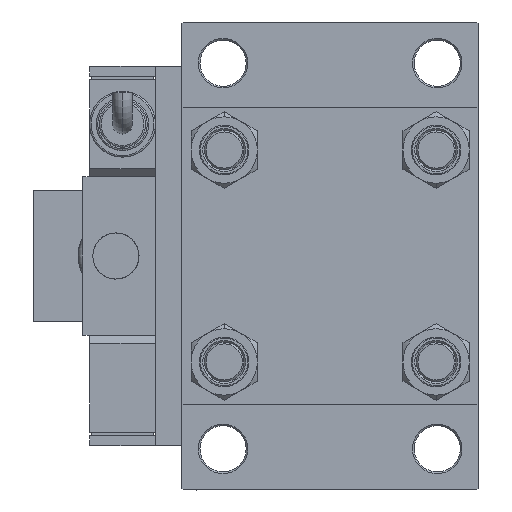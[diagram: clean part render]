
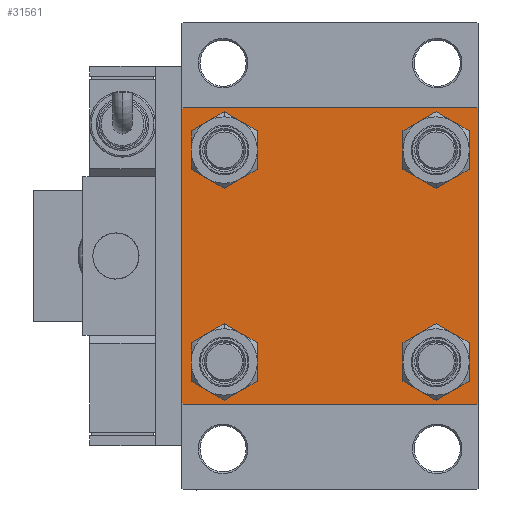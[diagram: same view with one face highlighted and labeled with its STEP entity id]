
A CAD part, left-side view. The second image highlights one B-rep face of the part: STEP entity #31561.
In plain terms, the highlighted planar face has unit normal (-1, 0, 0).
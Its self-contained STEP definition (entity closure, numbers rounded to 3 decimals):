
#538 = EDGE_LOOP ( 'NONE', ( #21452, #7609 ) ) ;
#540 = DIRECTION ( 'NONE',  ( 0., 0., 1. ) ) ;
#751 = VERTEX_POINT ( 'NONE', #50160 ) ;
#1375 = DIRECTION ( 'NONE',  ( 0., 0., 1. ) ) ;
#1551 = ORIENTED_EDGE ( 'NONE', *, *, #20836, .F. ) ;
#1862 = ORIENTED_EDGE ( 'NONE', *, *, #22149, .F. ) ;
#2178 = FACE_BOUND ( 'NONE', #42556, .T. ) ;
#2697 = LINE ( 'NONE', #40088, #10994 ) ;
#4219 = EDGE_LOOP ( 'NONE', ( #49744, #36956 ) ) ;
#4441 = EDGE_CURVE ( 'NONE', #37326, #28178, #15184, .T. ) ;
#4509 = EDGE_CURVE ( 'NONE', #21793, #46352, #36689, .T. ) ;
#4745 = CARTESIAN_POINT ( 'NONE',  ( 0., 45., 44.5 ) ) ;
#5227 = ORIENTED_EDGE ( 'NONE', *, *, #48570, .T. ) ;
#5785 = DIRECTION ( 'NONE',  ( 1., 0., 0. ) ) ;
#5791 = ORIENTED_EDGE ( 'NONE', *, *, #15753, .T. ) ;
#6731 = VERTEX_POINT ( 'NONE', #18340 ) ;
#6862 = VECTOR ( 'NONE', #52134, 1000. ) ;
#6990 = ORIENTED_EDGE ( 'NONE', *, *, #49981, .T. ) ;
#7609 = ORIENTED_EDGE ( 'NONE', *, *, #8597, .T. ) ;
#8597 = EDGE_CURVE ( 'NONE', #51545, #49522, #42350, .T. ) ;
#9598 = EDGE_CURVE ( 'NONE', #31907, #32445, #16399, .T. ) ;
#9715 = DIRECTION ( 'NONE',  ( 0., 0., -1. ) ) ;
#10552 = CARTESIAN_POINT ( 'NONE',  ( 0., 32.15, 32.15 ) ) ;
#10841 = FACE_OUTER_BOUND ( 'NONE', #28877, .T. ) ;
#10994 = VECTOR ( 'NONE', #12160, 1000. ) ;
#11010 = CARTESIAN_POINT ( 'NONE',  ( 0., -45., 44.5 ) ) ;
#11841 = DIRECTION ( 'NONE',  ( 1., 0., 0. ) ) ;
#11905 = DIRECTION ( 'NONE',  ( -1., 0., 0. ) ) ;
#12160 = DIRECTION ( 'NONE',  ( 0., -1., 0. ) ) ;
#12979 = DIRECTION ( 'NONE',  ( 1., 0., 0. ) ) ;
#13206 = CARTESIAN_POINT ( 'NONE',  ( 0., -44.5, 45. ) ) ;
#13235 = LINE ( 'NONE', #17310, #43522 ) ;
#13251 = EDGE_CURVE ( 'NONE', #49522, #51545, #25946, .T. ) ;
#14633 = CARTESIAN_POINT ( 'NONE',  ( 0., -44.75, -44.75 ) ) ;
#14740 = DIRECTION ( 'NONE',  ( 0., 0., 1. ) ) ;
#14861 = DIRECTION ( 'NONE',  ( 0., 0., 1. ) ) ;
#15184 = CIRCLE ( 'NONE', #22140, 6.5 ) ;
#15537 = DIRECTION ( 'NONE',  ( 0., 0.707, -0.707 ) ) ;
#15753 = EDGE_CURVE ( 'NONE', #38580, #24488, #39711, .T. ) ;
#15920 = VECTOR ( 'NONE', #33539, 1000. ) ;
#16393 = AXIS2_PLACEMENT_3D ( 'NONE', #30072, #17060, #540 ) ;
#16399 = CIRCLE ( 'NONE', #32008, 6.5 ) ;
#16835 = VECTOR ( 'NONE', #22780, 1000. ) ;
#16976 = LINE ( 'NONE', #26189, #15920 ) ;
#17060 = DIRECTION ( 'NONE',  ( 1., 0., 0. ) ) ;
#17310 = CARTESIAN_POINT ( 'NONE',  ( 0., -45., 45. ) ) ;
#18268 = CARTESIAN_POINT ( 'NONE',  ( 0., 45., 45. ) ) ;
#18340 = CARTESIAN_POINT ( 'NONE',  ( 0., -32.15, 25.65 ) ) ;
#18874 = EDGE_CURVE ( 'NONE', #23206, #6731, #38280, .T. ) ;
#18972 = FACE_BOUND ( 'NONE', #23214, .T. ) ;
#19071 = LINE ( 'NONE', #47806, #6862 ) ;
#19219 = PLANE ( 'NONE',  #42743 ) ;
#19328 = CARTESIAN_POINT ( 'NONE',  ( 0., -32.15, 32.15 ) ) ;
#19738 = DIRECTION ( 'NONE',  ( 1., 0., 0. ) ) ;
#20836 = EDGE_CURVE ( 'NONE', #38580, #47125, #13235, .T. ) ;
#20844 = CARTESIAN_POINT ( 'NONE',  ( 0., -44.5, -45. ) ) ;
#21452 = ORIENTED_EDGE ( 'NONE', *, *, #13251, .T. ) ;
#21793 = VERTEX_POINT ( 'NONE', #26250 ) ;
#22140 = AXIS2_PLACEMENT_3D ( 'NONE', #35366, #51886, #14740 ) ;
#22149 = EDGE_CURVE ( 'NONE', #21793, #24488, #16976, .T. ) ;
#22780 = DIRECTION ( 'NONE',  ( 0., -0.707, 0.707 ) ) ;
#23058 = ORIENTED_EDGE ( 'NONE', *, *, #46420, .T. ) ;
#23206 = VERTEX_POINT ( 'NONE', #23532 ) ;
#23214 = EDGE_LOOP ( 'NONE', ( #6990, #43919 ) ) ;
#23434 = ORIENTED_EDGE ( 'NONE', *, *, #4509, .T. ) ;
#23532 = CARTESIAN_POINT ( 'NONE',  ( 0., -32.15, 38.65 ) ) ;
#23963 = CARTESIAN_POINT ( 'NONE',  ( 0., 32.15, 38.65 ) ) ;
#24488 = VERTEX_POINT ( 'NONE', #13206 ) ;
#24885 = EDGE_CURVE ( 'NONE', #6731, #23206, #42757, .T. ) ;
#25822 = VECTOR ( 'NONE', #26671, 1000. ) ;
#25946 = CIRCLE ( 'NONE', #16393, 6.5 ) ;
#26011 = CARTESIAN_POINT ( 'NONE',  ( 0., -45., -44.5 ) ) ;
#26143 = LINE ( 'NONE', #18268, #25822 ) ;
#26189 = CARTESIAN_POINT ( 'NONE',  ( 0., 45., 45. ) ) ;
#26250 = CARTESIAN_POINT ( 'NONE',  ( 0., 44.5, 45. ) ) ;
#26468 = VECTOR ( 'NONE', #15537, 1000. ) ;
#26671 = DIRECTION ( 'NONE',  ( 0., 0., -1. ) ) ;
#27357 = DIRECTION ( 'NONE',  ( 1., 0., 0. ) ) ;
#27764 = DIRECTION ( 'NONE',  ( 0., 0.707, 0.707 ) ) ;
#28178 = VERTEX_POINT ( 'NONE', #45126 ) ;
#28431 = DIRECTION ( 'NONE',  ( 0., 0., 1. ) ) ;
#28725 = AXIS2_PLACEMENT_3D ( 'NONE', #50114, #12979, #51971 ) ;
#28877 = EDGE_LOOP ( 'NONE', ( #5227, #23058, #31530, #43471, #1551, #5791, #1862, #23434 ) ) ;
#30072 = CARTESIAN_POINT ( 'NONE',  ( 0., -32.15, -32.15 ) ) ;
#30177 = CARTESIAN_POINT ( 'NONE',  ( 0., 32.15, -32.15 ) ) ;
#30607 = CARTESIAN_POINT ( 'NONE',  ( 0., 32.15, -38.65 ) ) ;
#30651 = LINE ( 'NONE', #14633, #16835 ) ;
#31530 = ORIENTED_EDGE ( 'NONE', *, *, #42596, .T. ) ;
#31561 = ADVANCED_FACE ( 'NONE', ( #2178, #43640, #35773, #18972, #10841 ), #19219, .T. ) ;
#31907 = VERTEX_POINT ( 'NONE', #52446 ) ;
#32008 = AXIS2_PLACEMENT_3D ( 'NONE', #39557, #19738, #14861 ) ;
#32445 = VERTEX_POINT ( 'NONE', #23963 ) ;
#32449 = CARTESIAN_POINT ( 'NONE',  ( 0., -32.15, -32.15 ) ) ;
#32870 = AXIS2_PLACEMENT_3D ( 'NONE', #10552, #27357, #1375 ) ;
#33240 = AXIS2_PLACEMENT_3D ( 'NONE', #19328, #36683, #49407 ) ;
#33539 = DIRECTION ( 'NONE',  ( 0., -1., 0. ) ) ;
#33957 = EDGE_CURVE ( 'NONE', #35155, #47125, #30651, .T. ) ;
#35155 = VERTEX_POINT ( 'NONE', #20844 ) ;
#35366 = CARTESIAN_POINT ( 'NONE',  ( 0., 32.15, -32.15 ) ) ;
#35773 = FACE_BOUND ( 'NONE', #4219, .T. ) ;
#36317 = CARTESIAN_POINT ( 'NONE',  ( 0., 0., 0. ) ) ;
#36683 = DIRECTION ( 'NONE',  ( 1., 0., 0. ) ) ;
#36689 = LINE ( 'NONE', #44284, #26468 ) ;
#36956 = ORIENTED_EDGE ( 'NONE', *, *, #4441, .T. ) ;
#37052 = CARTESIAN_POINT ( 'NONE',  ( 0., -32.15, -38.65 ) ) ;
#37326 = VERTEX_POINT ( 'NONE', #30607 ) ;
#38280 = CIRCLE ( 'NONE', #28725, 6.5 ) ;
#38318 = DIRECTION ( 'NONE',  ( 0., 0., 1. ) ) ;
#38580 = VERTEX_POINT ( 'NONE', #11010 ) ;
#38946 = AXIS2_PLACEMENT_3D ( 'NONE', #30177, #5785, #38318 ) ;
#39165 = ORIENTED_EDGE ( 'NONE', *, *, #18874, .T. ) ;
#39176 = CARTESIAN_POINT ( 'NONE',  ( 0., -44.75, 44.75 ) ) ;
#39557 = CARTESIAN_POINT ( 'NONE',  ( 0., 32.15, 32.15 ) ) ;
#39711 = LINE ( 'NONE', #39176, #39890 ) ;
#39890 = VECTOR ( 'NONE', #27764, 1000. ) ;
#40088 = CARTESIAN_POINT ( 'NONE',  ( 0., 45., -45. ) ) ;
#40640 = CIRCLE ( 'NONE', #38946, 6.5 ) ;
#42342 = ORIENTED_EDGE ( 'NONE', *, *, #24885, .T. ) ;
#42350 = CIRCLE ( 'NONE', #45787, 6.5 ) ;
#42556 = EDGE_LOOP ( 'NONE', ( #39165, #42342 ) ) ;
#42596 = EDGE_CURVE ( 'NONE', #50120, #35155, #2697, .T. ) ;
#42743 = AXIS2_PLACEMENT_3D ( 'NONE', #36317, #11905, #28431 ) ;
#42757 = CIRCLE ( 'NONE', #33240, 6.5 ) ;
#43471 = ORIENTED_EDGE ( 'NONE', *, *, #33957, .T. ) ;
#43522 = VECTOR ( 'NONE', #9715, 1000. ) ;
#43640 = FACE_BOUND ( 'NONE', #538, .T. ) ;
#43919 = ORIENTED_EDGE ( 'NONE', *, *, #9598, .T. ) ;
#44284 = CARTESIAN_POINT ( 'NONE',  ( 0., 44.75, 44.75 ) ) ;
#44904 = DIRECTION ( 'NONE',  ( 0., 0., 1. ) ) ;
#45126 = CARTESIAN_POINT ( 'NONE',  ( 0., 32.15, -25.65 ) ) ;
#45787 = AXIS2_PLACEMENT_3D ( 'NONE', #32449, #11841, #44904 ) ;
#45958 = CARTESIAN_POINT ( 'NONE',  ( 0., 44.5, -45. ) ) ;
#46021 = CARTESIAN_POINT ( 'NONE',  ( 0., -32.15, -25.65 ) ) ;
#46352 = VERTEX_POINT ( 'NONE', #4745 ) ;
#46420 = EDGE_CURVE ( 'NONE', #751, #50120, #19071, .T. ) ;
#47125 = VERTEX_POINT ( 'NONE', #26011 ) ;
#47806 = CARTESIAN_POINT ( 'NONE',  ( 0., 44.75, -44.75 ) ) ;
#48570 = EDGE_CURVE ( 'NONE', #46352, #751, #26143, .T. ) ;
#49407 = DIRECTION ( 'NONE',  ( 0., 0., 1. ) ) ;
#49522 = VERTEX_POINT ( 'NONE', #46021 ) ;
#49744 = ORIENTED_EDGE ( 'NONE', *, *, #50538, .T. ) ;
#49981 = EDGE_CURVE ( 'NONE', #32445, #31907, #51891, .T. ) ;
#50114 = CARTESIAN_POINT ( 'NONE',  ( 0., -32.15, 32.15 ) ) ;
#50120 = VERTEX_POINT ( 'NONE', #45958 ) ;
#50160 = CARTESIAN_POINT ( 'NONE',  ( 0., 45., -44.5 ) ) ;
#50538 = EDGE_CURVE ( 'NONE', #28178, #37326, #40640, .T. ) ;
#51545 = VERTEX_POINT ( 'NONE', #37052 ) ;
#51886 = DIRECTION ( 'NONE',  ( 1., 0., 0. ) ) ;
#51891 = CIRCLE ( 'NONE', #32870, 6.5 ) ;
#51971 = DIRECTION ( 'NONE',  ( 0., 0., 1. ) ) ;
#52134 = DIRECTION ( 'NONE',  ( 0., -0.707, -0.707 ) ) ;
#52446 = CARTESIAN_POINT ( 'NONE',  ( 0., 32.15, 25.65 ) ) ;
